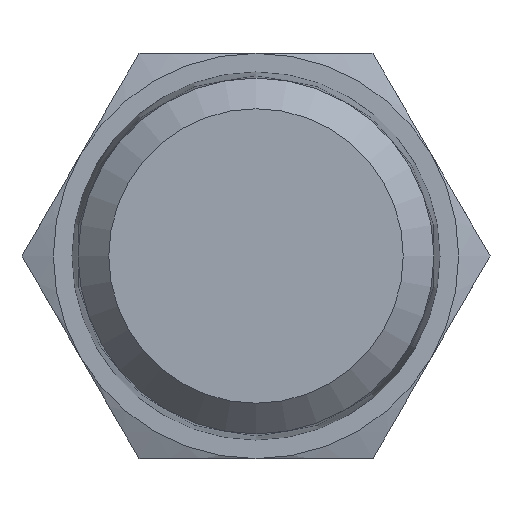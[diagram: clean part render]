
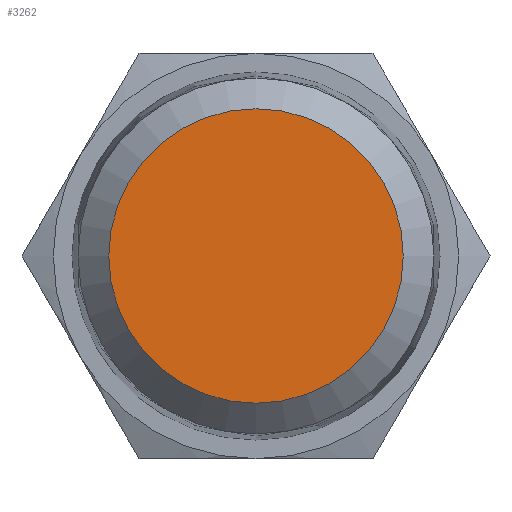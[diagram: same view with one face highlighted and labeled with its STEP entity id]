
A CAD part, left-side view. The second image highlights one B-rep face of the part: STEP entity #3262.
In plain terms, the highlighted planar face has unit normal (-1, 0, 0).
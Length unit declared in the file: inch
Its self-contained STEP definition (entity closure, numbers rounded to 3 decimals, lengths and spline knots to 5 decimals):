
#3219=CARTESIAN_POINT('',(-0.56,0.,0.2725));
#3220=VERTEX_POINT('',#3219);
#3221=CARTESIAN_POINT('',(-0.56,0.,0.));
#3222=DIRECTION('',(1.0,0.0,0.0));
#3223=DIRECTION('',(0.0,0.0,-1.0));
#3224=AXIS2_PLACEMENT_3D('',#3221,#3222,#3223);
#3225=CIRCLE('',#3224,0.2725);
#3226=EDGE_CURVE('',#3220,#3220,#3225,.T.);
#3254=CARTESIAN_POINT('',(-0.56,0.,0.));
#3255=DIRECTION('',(1.0,0.0,0.0));
#3256=DIRECTION('',(0.0,0.0,-1.0));
#3257=AXIS2_PLACEMENT_3D('',#3254,#3255,#3256);
#3258=PLANE('',#3257);
#3259=ORIENTED_EDGE('',*,*,#3226,.F.);
#3260=EDGE_LOOP('',(#3259));
#3261=FACE_OUTER_BOUND('',#3260,.T.);
#3262=ADVANCED_FACE('',(#3261),#3258,.F.);
